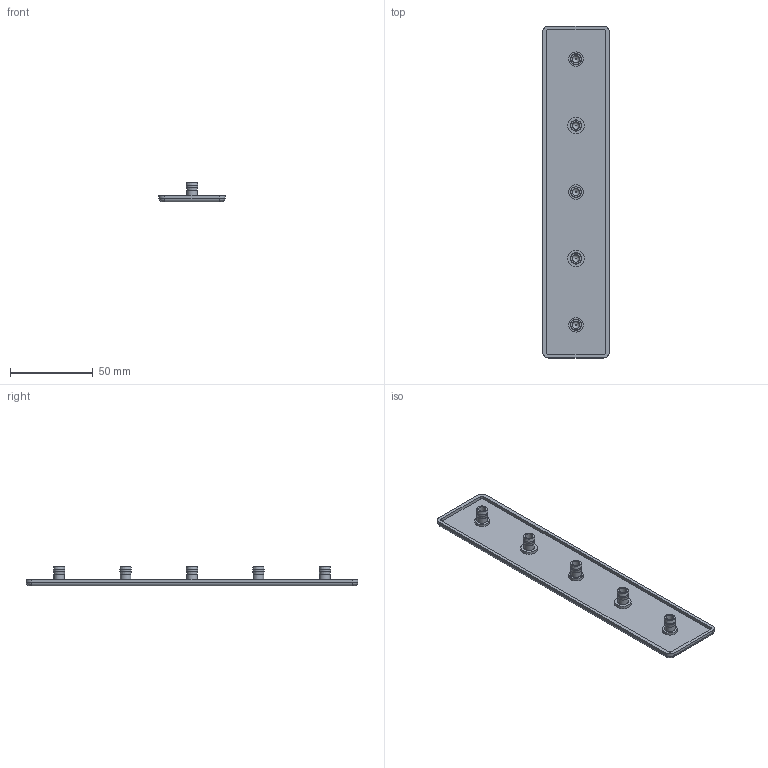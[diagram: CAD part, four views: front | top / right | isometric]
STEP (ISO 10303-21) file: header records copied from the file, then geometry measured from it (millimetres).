
FILE_DESCRIPTION((''),'2;1');
FILE_NAME('SZ0014S_A.stp','2013-08-20T07:25:56',('janine behrens'),(''),'Autodesk Inventor 2012','Autodesk Inventor 2012','');
FILE_SCHEMA(('AUTOMOTIVE_DESIGN { 1 0 10303 214 1 1 1 1 }'));
Length unit declared in the file: millimetre
Products named in the file (1): SZ0014S_A
Bounding box: 40 x 200 x 12 mm (x, y, z)
Volume: 18706.9 mm3; surface area: 19934.3 mm2
Topology: 1 solids, 1 shells, 77 faces, 149 edges, 90 vertices
Faces by surface type: cylinder 32, plane 26, cone 10, bspline 9
Full cylindrical faces by diameter (mm): 4.5 x5, 6.3 x5, 6.9 x5, 8.7 x3, 10 x2
Entity records: 2170 total; most frequent: CARTESIAN_POINT 678, DIRECTION 330, ORIENTED_EDGE 228, AXIS2_PLACEMENT_3D 147, EDGE_LOOP 128, EDGE_CURVE 114, VERTEX_POINT 90, CIRCLE 78
